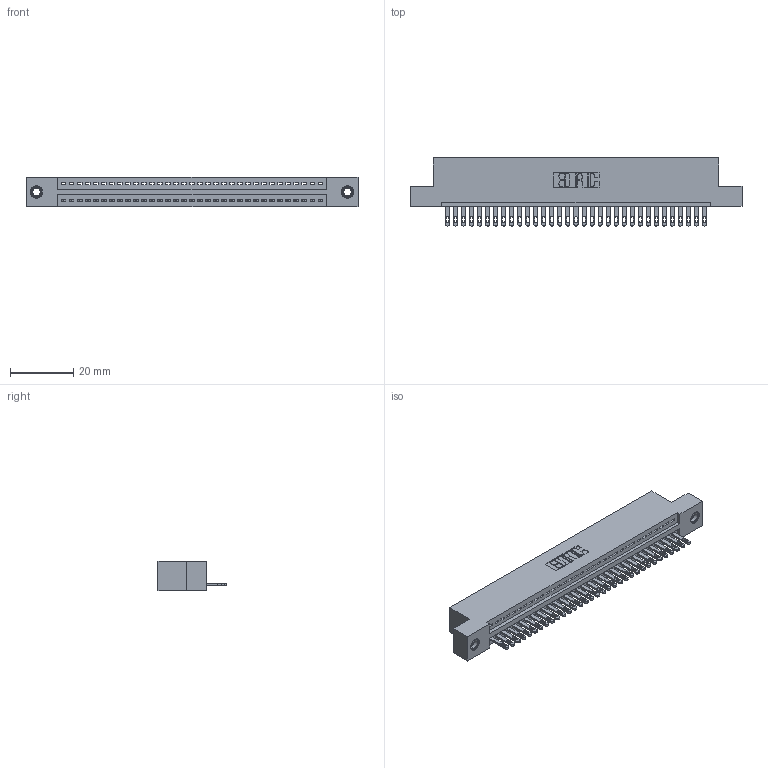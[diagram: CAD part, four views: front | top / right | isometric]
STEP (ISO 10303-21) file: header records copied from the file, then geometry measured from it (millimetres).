
FILE_DESCRIPTION (( 'STEP AP203' ), '1' );
FILE_NAME ('345-033-500-107.STEP', '2018-08-24T09:54:30', ( '' ), ( '' ), 'SwSTEP 2.0', 'SolidWorks 2016', '' );
FILE_SCHEMA (( 'CONFIG_CONTROL_DESIGN' ));
Length unit declared in the file: inch
Products named in the file (4): 345 Part_Flush Mounting Lugs - 0.156 Dia-TI; 345-292-001_345-293-100; 345-250-001_345-250-005-103; 345-033-500-107
Assembly tree (36 placements, depth 2):
  345-033-500-107
    345 Part_Flush Mounting Lugs - 0.156 Dia-TI
    345-292-001_345-293-100  x33
    345-250-001_345-250-005-103  x2
Bounding box: 105.03 x 21.51 x 9.4 mm (x, y, z)
Volume: 9908.9 mm3; surface area: 13152.4 mm2
Topology: 36 solids, 36 shells, 1968 faces, 6021 edges, 4006 vertices
Faces by surface type: plane 1234, cylinder 718, cone 12, torus 4
Entity records: 27164 total; most frequent: CARTESIAN_POINT 4686, ORIENTED_EDGE 4646, DIRECTION 4135, EDGE_CURVE 2323, LINE 2035, VECTOR 2035, VERTEX_POINT 1544, AXIS2_PLACEMENT_3D 1050
